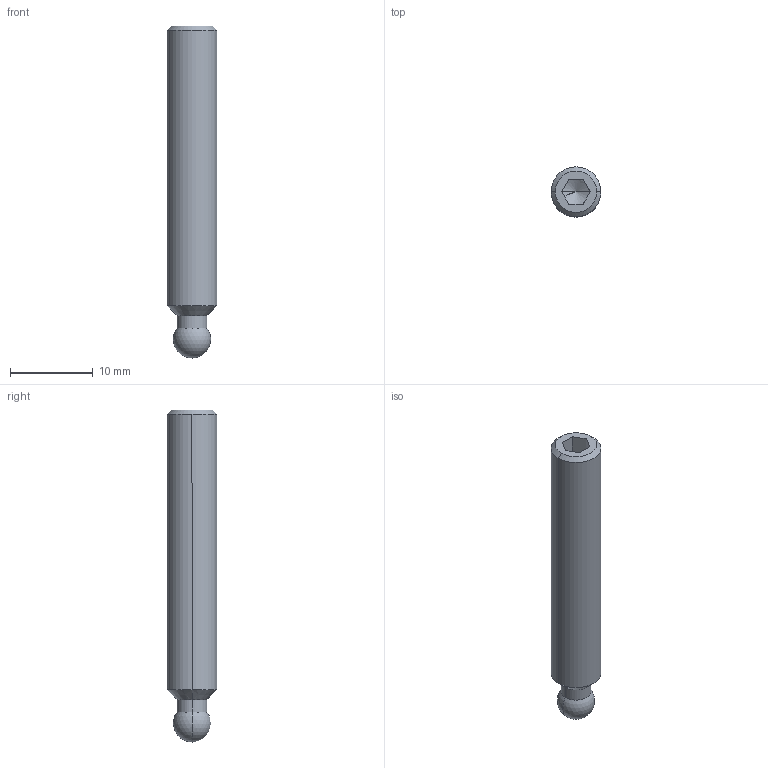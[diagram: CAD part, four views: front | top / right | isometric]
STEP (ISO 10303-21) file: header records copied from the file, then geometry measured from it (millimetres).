
FILE_DESCRIPTION(('STEP AP214'),'1');
FILE_NAME(' ',' ',('TraceParts'),('TraceParts S.A.'),'XStep 1.0',' ',' ');
FILE_SCHEMA(('automotive_design'));
Length unit declared in the file: millimetre
Products named in the file (1): 1
Bounding box: 6 x 6 x 40 mm (x, y, z)
Volume: 999.3 mm3; surface area: 791.2 mm2
Topology: 1 solids, 1 shells, 19 faces, 44 edges, 24 vertices
Faces by surface type: plane 7, cone 6, cylinder 4, sphere 2
Entity records: 992 total; most frequent: CARTESIAN_POINT 96, DIRECTION 86, STYLED_ITEM 84, PRESENTATION_STYLE_ASSIGNMENT 84, COLOUR_RGB 84, ORIENTED_EDGE 80, EDGE_CURVE 40, CURVE_STYLE 40
